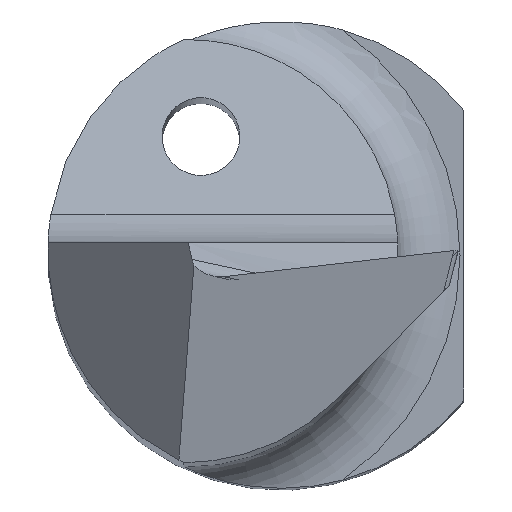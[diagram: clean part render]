
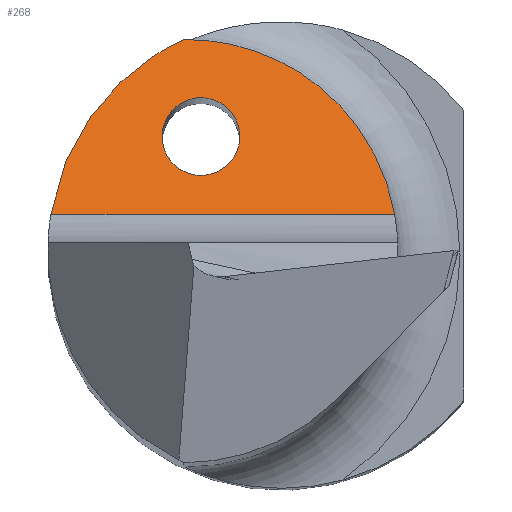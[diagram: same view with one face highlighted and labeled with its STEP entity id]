
A CAD part, top view. The second image highlights one B-rep face of the part: STEP entity #268.
In plain terms, the highlighted planar face has unit normal (0, 0.766, 0.643).
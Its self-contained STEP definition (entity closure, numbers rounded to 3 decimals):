
#11 = AXIS2_PLACEMENT_3D ( 'NONE', #321, #738, #743 ) ;
#50 = DIRECTION ( 'NONE',  ( 1., 0., 0. ) ) ;
#54 =( BOUNDED_CURVE ( )  B_SPLINE_CURVE ( 3, ( #96, #152, #700, #302, #451, #225, #377 ),
 .UNSPECIFIED., .T., .T. ) 
 B_SPLINE_CURVE_WITH_KNOTS ( ( 4, 3, 4 ),
 ( 0., 3.142, 6.283 ),
 .UNSPECIFIED. ) 
 CURVE ( )  GEOMETRIC_REPRESENTATION_ITEM ( )  RATIONAL_B_SPLINE_CURVE ( ( 1., 0.333, 0.333, 1., 0.333, 0.333, 1. ) ) 
 REPRESENTATION_ITEM ( '' )  );
#55 = PLANE ( 'NONE',  #11 ) ;
#66 = CARTESIAN_POINT ( 'NONE',  ( -2.183, 2.298, 42.535 ) ) ;
#96 = CARTESIAN_POINT ( 'NONE',  ( -1.032, 1.974, 42.92 ) ) ;
#102 = EDGE_LOOP ( 'NONE', ( #285, #778, #538 ) ) ;
#127 = FACE_OUTER_BOUND ( 'NONE', #102, .T. ) ;
#152 = CARTESIAN_POINT ( 'NONE',  ( -2.032, 1.974, 42.92 ) ) ;
#163 = VERTEX_POINT ( 'NONE', #650 ) ;
#167 = EDGE_LOOP ( 'NONE', ( #675 ) ) ;
#182 = LINE ( 'NONE', #794, #352 ) ;
#225 = CARTESIAN_POINT ( 'NONE',  ( -0.032, 1.974, 42.92 ) ) ;
#266 = CARTESIAN_POINT ( 'NONE',  ( -1.255, 2.725, 42.025 ) ) ;
#268 = ADVANCED_FACE ( 'NONE', ( #859, #127 ), #55, .F. ) ;
#273 = CARTESIAN_POINT ( 'NONE',  ( -2.962, 0.474, 44.707 ) ) ;
#285 = ORIENTED_EDGE ( 'NONE', *, *, #800, .T. ) ;
#302 = CARTESIAN_POINT ( 'NONE',  ( -1.032, 0.974, 44.111 ) ) ;
#319 = VERTEX_POINT ( 'NONE', #266 ) ;
#321 = CARTESIAN_POINT ( 'NONE',  ( -3., 0.474, 44.707 ) ) ;
#352 = VECTOR ( 'NONE', #50, 1000. ) ;
#377 = CARTESIAN_POINT ( 'NONE',  ( -1.032, 1.974, 42.92 ) ) ;
#402 = CARTESIAN_POINT ( 'NONE',  ( 0.141, 2.74, 42.007 ) ) ;
#407 = CARTESIAN_POINT ( 'NONE',  ( -2.801, 1.483, 43.505 ) ) ;
#446 = VERTEX_POINT ( 'NONE', #658 ) ;
#451 = CARTESIAN_POINT ( 'NONE',  ( -0.032, 0.974, 44.111 ) ) ;
#454 = EDGE_CURVE ( 'NONE', #163, #163, #54, .T. ) ;
#456 = CARTESIAN_POINT ( 'NONE',  ( 1.215, 1.849, 43.069 ) ) ;
#519 =( BOUNDED_CURVE ( )  B_SPLINE_CURVE ( 3, ( #761, #407, #66, #770 ),
 .UNSPECIFIED., .F., .T. ) 
 B_SPLINE_CURVE_WITH_KNOTS ( ( 4, 4 ),
 ( 4.871, 5.852 ),
 .UNSPECIFIED. ) 
 CURVE ( )  GEOMETRIC_REPRESENTATION_ITEM ( )  RATIONAL_B_SPLINE_CURVE ( ( 1., 0.921, 0.921, 1. ) ) 
 REPRESENTATION_ITEM ( '' )  );
#537 = CARTESIAN_POINT ( 'NONE',  ( -1.255, 2.725, 42.025 ) ) ;
#538 = ORIENTED_EDGE ( 'NONE', *, *, #586, .F. ) ;
#586 = EDGE_CURVE ( 'NONE', #591, #319, #519, .T. ) ;
#591 = VERTEX_POINT ( 'NONE', #273 ) ;
#650 = CARTESIAN_POINT ( 'NONE',  ( -1.032, 1.974, 42.92 ) ) ;
#658 = CARTESIAN_POINT ( 'NONE',  ( 1.458, 0.474, 44.707 ) ) ;
#675 = ORIENTED_EDGE ( 'NONE', *, *, #454, .F. ) ;
#700 = CARTESIAN_POINT ( 'NONE',  ( -2.032, 0.974, 44.111 ) ) ;
#723 = CARTESIAN_POINT ( 'NONE',  ( 1.458, 0.474, 44.707 ) ) ;
#738 = DIRECTION ( 'NONE',  ( 0., -0.766, -0.643 ) ) ;
#743 = DIRECTION ( 'NONE',  ( 0., 0.643, -0.766 ) ) ;
#750 = EDGE_CURVE ( 'NONE', #319, #446, #858, .T. ) ;
#761 = CARTESIAN_POINT ( 'NONE',  ( -2.962, 0.474, 44.707 ) ) ;
#770 = CARTESIAN_POINT ( 'NONE',  ( -1.255, 2.725, 42.025 ) ) ;
#778 = ORIENTED_EDGE ( 'NONE', *, *, #750, .F. ) ;
#794 = CARTESIAN_POINT ( 'NONE',  ( -3., 0.474, 44.707 ) ) ;
#800 = EDGE_CURVE ( 'NONE', #591, #446, #182, .T. ) ;
#858 =( BOUNDED_CURVE ( )  B_SPLINE_CURVE ( 3, ( #537, #402, #456, #723 ),
 .UNSPECIFIED., .F., .T. ) 
 B_SPLINE_CURVE_WITH_KNOTS ( ( 4, 4 ),
 ( 6.272, 7.679 ),
 .UNSPECIFIED. ) 
 CURVE ( )  GEOMETRIC_REPRESENTATION_ITEM ( )  RATIONAL_B_SPLINE_CURVE ( ( 1., 0.842, 0.842, 1. ) ) 
 REPRESENTATION_ITEM ( '' )  );
#859 = FACE_BOUND ( 'NONE', #167, .T. ) ;
